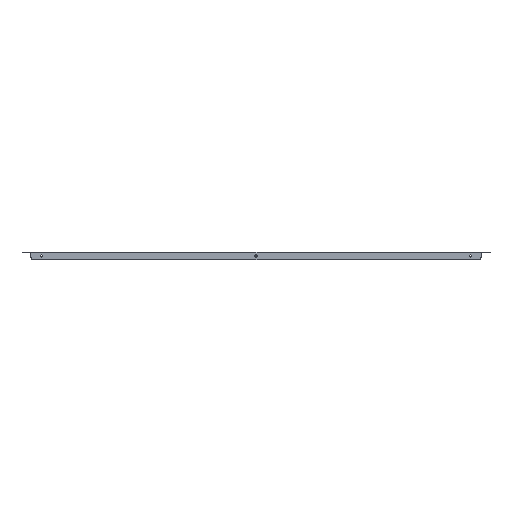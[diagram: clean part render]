
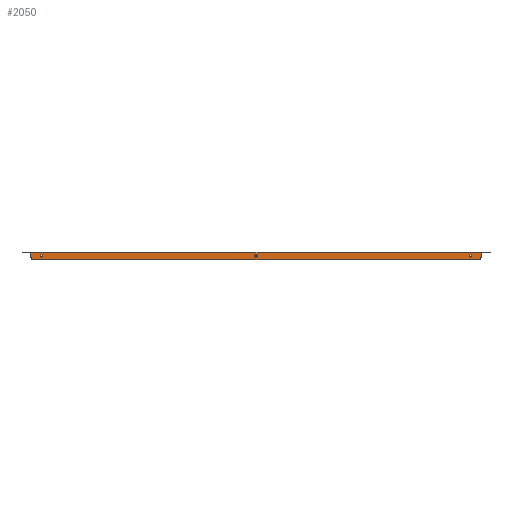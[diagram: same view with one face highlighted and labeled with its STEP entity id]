
A CAD part, front view. The second image highlights one B-rep face of the part: STEP entity #2050.
In plain terms, the highlighted planar face has unit normal (0, -1, 0).
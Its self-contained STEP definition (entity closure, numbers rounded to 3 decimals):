
#12 = ORIENTED_EDGE ( 'NONE', *, *, #1266, .T. ) ;
#33 = CARTESIAN_POINT ( 'NONE',  ( -406.25, -249.8, -5.4 ) ) ;
#49 = CARTESIAN_POINT ( 'NONE',  ( 421.25, -249.8, -10. ) ) ;
#59 = DIRECTION ( 'NONE',  ( 0., 0., 1. ) ) ;
#73 = ORIENTED_EDGE ( 'NONE', *, *, #474, .T. ) ;
#86 = EDGE_CURVE ( 'NONE', #473, #571, #759, .T. ) ;
#91 = LINE ( 'NONE', #1105, #1282 ) ;
#92 = CIRCLE ( 'NONE', #554, 2.1 ) ;
#177 = DIRECTION ( 'NONE',  ( 0., 0., -1. ) ) ;
#188 = FACE_OUTER_BOUND ( 'NONE', #605, .T. ) ;
#207 = VECTOR ( 'NONE', #1667, 1000. ) ;
#274 = VECTOR ( 'NONE', #1304, 1000. ) ;
#279 = EDGE_CURVE ( 'NONE', #1259, #1259, #1391, .T. ) ;
#285 = DIRECTION ( 'NONE',  ( 1., 0., 0. ) ) ;
#325 = CARTESIAN_POINT ( 'NONE',  ( -428.796, -249.8, -0.919 ) ) ;
#406 = CARTESIAN_POINT ( 'NONE',  ( 0., -249.8, -7.5 ) ) ;
#416 = CARTESIAN_POINT ( 'NONE',  ( -426.25, -249.8, -0.919 ) ) ;
#421 = DIRECTION ( 'NONE',  ( 0., 0., 1. ) ) ;
#433 = AXIS2_PLACEMENT_3D ( 'NONE', #2055, #1898, #603 ) ;
#465 = CARTESIAN_POINT ( 'NONE',  ( 406.25, -249.8, -7.5 ) ) ;
#473 = VERTEX_POINT ( 'NONE', #650 ) ;
#474 = EDGE_CURVE ( 'NONE', #1208, #1208, #1807, .T. ) ;
#484 = CARTESIAN_POINT ( 'NONE',  ( -421.25, -249.8, -15. ) ) ;
#485 = ORIENTED_EDGE ( 'NONE', *, *, #1771, .T. ) ;
#534 = FACE_BOUND ( 'NONE', #1538, .T. ) ;
#554 = AXIS2_PLACEMENT_3D ( 'NONE', #1707, #749, #1130 ) ;
#568 = CARTESIAN_POINT ( 'NONE',  ( 421.25, -249.8, -15. ) ) ;
#571 = VERTEX_POINT ( 'NONE', #733 ) ;
#575 = VERTEX_POINT ( 'NONE', #568 ) ;
#581 = DIRECTION ( 'NONE',  ( 0., -1., 0. ) ) ;
#593 = DIRECTION ( 'NONE',  ( 0., 1., 0. ) ) ;
#603 = DIRECTION ( 'NONE',  ( 0., 0., 1. ) ) ;
#604 = EDGE_CURVE ( 'NONE', #2193, #987, #1782, .T. ) ;
#605 = EDGE_LOOP ( 'NONE', ( #485, #1405, #883, #12, #1267, #1096 ) ) ;
#643 = CARTESIAN_POINT ( 'NONE',  ( 0., -249.8, -15. ) ) ;
#650 = CARTESIAN_POINT ( 'NONE',  ( 426.25, -249.8, -10. ) ) ;
#656 = VERTEX_POINT ( 'NONE', #416 ) ;
#733 = CARTESIAN_POINT ( 'NONE',  ( 426.25, -249.8, -0.919 ) ) ;
#734 = EDGE_CURVE ( 'NONE', #1292, #1292, #92, .T. ) ;
#736 = EDGE_LOOP ( 'NONE', ( #73 ) ) ;
#749 = DIRECTION ( 'NONE',  ( 0., 1., 0. ) ) ;
#759 = LINE ( 'NONE', #1315, #274 ) ;
#848 = AXIS2_PLACEMENT_3D ( 'NONE', #1554, #988, #59 ) ;
#883 = ORIENTED_EDGE ( 'NONE', *, *, #1481, .T. ) ;
#987 = VERTEX_POINT ( 'NONE', #484 ) ;
#988 = DIRECTION ( 'NONE',  ( 0., 1., 0. ) ) ;
#1031 = ORIENTED_EDGE ( 'NONE', *, *, #734, .T. ) ;
#1096 = ORIENTED_EDGE ( 'NONE', *, *, #1783, .F. ) ;
#1105 = CARTESIAN_POINT ( 'NONE',  ( -426.25, -249.8, 0. ) ) ;
#1130 = DIRECTION ( 'NONE',  ( 0., 0., 1. ) ) ;
#1149 = CARTESIAN_POINT ( 'NONE',  ( 406.25, -249.8, -5.4 ) ) ;
#1166 = PLANE ( 'NONE',  #848 ) ;
#1192 = EDGE_LOOP ( 'NONE', ( #1813 ) ) ;
#1208 = VERTEX_POINT ( 'NONE', #1149 ) ;
#1219 = DIRECTION ( 'NONE',  ( 0., 1., 0. ) ) ;
#1226 = LINE ( 'NONE', #325, #207 ) ;
#1259 = VERTEX_POINT ( 'NONE', #2253 ) ;
#1266 = EDGE_CURVE ( 'NONE', #575, #473, #1777, .T. ) ;
#1267 = ORIENTED_EDGE ( 'NONE', *, *, #86, .T. ) ;
#1282 = VECTOR ( 'NONE', #177, 1000. ) ;
#1292 = VERTEX_POINT ( 'NONE', #33 ) ;
#1304 = DIRECTION ( 'NONE',  ( 0., 0., 1. ) ) ;
#1315 = CARTESIAN_POINT ( 'NONE',  ( 426.25, -249.8, 0. ) ) ;
#1347 = AXIS2_PLACEMENT_3D ( 'NONE', #406, #593, #1895 ) ;
#1391 = CIRCLE ( 'NONE', #1347, 2.1 ) ;
#1405 = ORIENTED_EDGE ( 'NONE', *, *, #604, .T. ) ;
#1481 = EDGE_CURVE ( 'NONE', #987, #575, #1557, .T. ) ;
#1538 = EDGE_LOOP ( 'NONE', ( #1031 ) ) ;
#1554 = CARTESIAN_POINT ( 'NONE',  ( 0., -249.8, 0. ) ) ;
#1557 = LINE ( 'NONE', #643, #1834 ) ;
#1665 = CARTESIAN_POINT ( 'NONE',  ( -426.25, -249.8, -10. ) ) ;
#1667 = DIRECTION ( 'NONE',  ( 1., 0., 0. ) ) ;
#1707 = CARTESIAN_POINT ( 'NONE',  ( -406.25, -249.8, -7.5 ) ) ;
#1736 = FACE_BOUND ( 'NONE', #736, .T. ) ;
#1771 = EDGE_CURVE ( 'NONE', #656, #2193, #91, .T. ) ;
#1777 = CIRCLE ( 'NONE', #2189, 5. ) ;
#1782 = CIRCLE ( 'NONE', #433, 5. ) ;
#1783 = EDGE_CURVE ( 'NONE', #656, #571, #1226, .T. ) ;
#1807 = CIRCLE ( 'NONE', #2205, 2.1 ) ;
#1813 = ORIENTED_EDGE ( 'NONE', *, *, #279, .T. ) ;
#1834 = VECTOR ( 'NONE', #285, 1000. ) ;
#1895 = DIRECTION ( 'NONE',  ( 0., 0., 1. ) ) ;
#1898 = DIRECTION ( 'NONE',  ( 0., -1., 0. ) ) ;
#1950 = DIRECTION ( 'NONE',  ( 0., 0., 1. ) ) ;
#1958 = FACE_BOUND ( 'NONE', #1192, .T. ) ;
#2050 = ADVANCED_FACE ( 'NONE', ( #534, #1958, #1736, #188 ), #1166, .F. ) ;
#2055 = CARTESIAN_POINT ( 'NONE',  ( -421.25, -249.8, -10. ) ) ;
#2189 = AXIS2_PLACEMENT_3D ( 'NONE', #49, #581, #421 ) ;
#2193 = VERTEX_POINT ( 'NONE', #1665 ) ;
#2205 = AXIS2_PLACEMENT_3D ( 'NONE', #465, #1219, #1950 ) ;
#2253 = CARTESIAN_POINT ( 'NONE',  ( 0., -249.8, -5.4 ) ) ;
